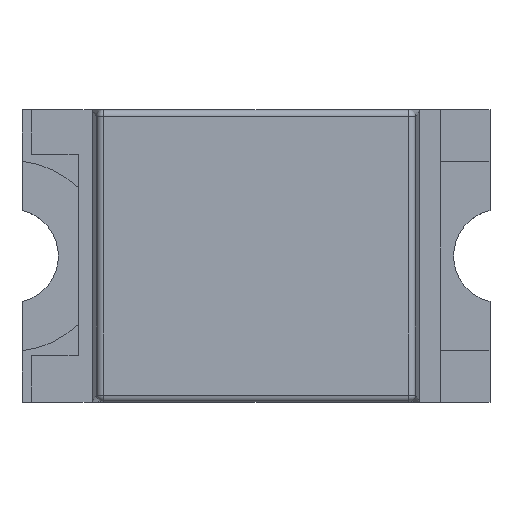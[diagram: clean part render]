
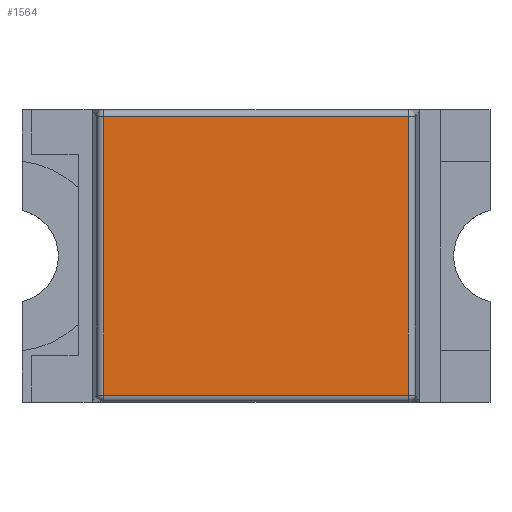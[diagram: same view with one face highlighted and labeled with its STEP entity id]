
A CAD part, top view. The second image highlights one B-rep face of the part: STEP entity #1564.
In plain terms, the highlighted planar face has unit normal (0, 0, 1).
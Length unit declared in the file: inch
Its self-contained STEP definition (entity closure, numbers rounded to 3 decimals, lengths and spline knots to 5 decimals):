
#443=DIRECTION('',(1.,0.,0.));
#444=VECTOR('',#443,0.0513);
#445=CARTESIAN_POINT('',(-0.02565,0.02343,
0.01575));
#446=LINE('',#445,#444);
#461=DIRECTION('',(0.,-1.,0.));
#462=VECTOR('',#461,0.04685);
#463=CARTESIAN_POINT('',(0.02565,0.02343,
0.01575));
#464=LINE('',#463,#462);
#479=DIRECTION('',(-1.,0.,0.));
#480=VECTOR('',#479,0.0513);
#481=CARTESIAN_POINT('',(0.02565,-0.02343,
0.01575));
#482=LINE('',#481,#480);
#498=DIRECTION('',(0.,1.,0.));
#499=VECTOR('',#498,0.04685);
#500=CARTESIAN_POINT('',(-0.02565,-0.02343,
0.01575));
#501=LINE('',#500,#499);
#671=CARTESIAN_POINT('',(0.02565,-0.02343,
0.01575));
#673=VERTEX_POINT('',#671);
#678=CARTESIAN_POINT('',(0.02565,0.02343,
0.01575));
#679=VERTEX_POINT('',#678);
#680=CARTESIAN_POINT('',(-0.02565,0.02343,
0.01575));
#681=VERTEX_POINT('',#680);
#686=CARTESIAN_POINT('',(-0.02565,-0.02343,
0.01575));
#687=VERTEX_POINT('',#686);
#1553=CARTESIAN_POINT('',(0.,0.,0.01575));
#1554=DIRECTION('',(0.,0.,1.));
#1555=DIRECTION('',(1.,0.,0.));
#1556=AXIS2_PLACEMENT_3D('',#1553,#1554,#1555);
#1557=PLANE('',#1556);
#1558=ORIENTED_EDGE('',*,*,#1497,.T.);
#1559=ORIENTED_EDGE('',*,*,#1545,.T.);
#1560=ORIENTED_EDGE('',*,*,#1445,.T.);
#1561=ORIENTED_EDGE('',*,*,#1471,.T.);
#1562=EDGE_LOOP('',(#1558,#1559,#1560,#1561));
#1563=FACE_OUTER_BOUND('',#1562,.F.);
#1564=ADVANCED_FACE('',(#1563),#1557,.T.);
#1445=EDGE_CURVE('',#681,#679,#446,.T.);
#1471=EDGE_CURVE('',#679,#673,#464,.T.);
#1497=EDGE_CURVE('',#673,#687,#482,.T.);
#1545=EDGE_CURVE('',#687,#681,#501,.T.);
